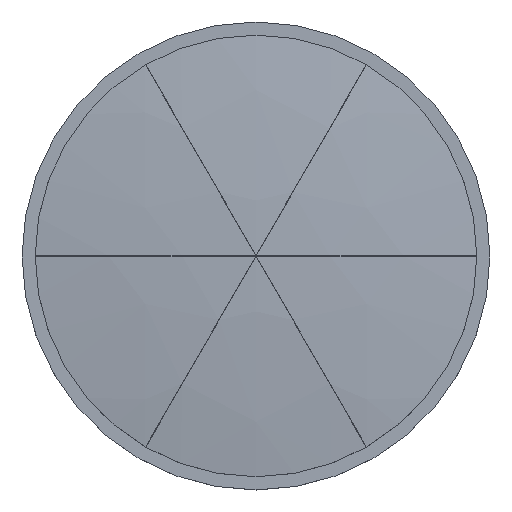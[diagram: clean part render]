
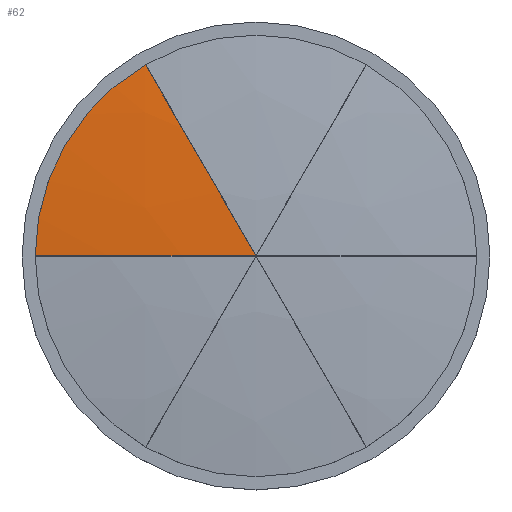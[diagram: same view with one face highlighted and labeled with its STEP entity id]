
A CAD part, top view. The second image highlights one B-rep face of the part: STEP entity #62.
In plain terms, the highlighted spherical face has radius 134.218 mm.
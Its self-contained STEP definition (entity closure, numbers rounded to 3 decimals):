
#62=ADVANCED_FACE('',(#104),#105,.T.);
#104=FACE_OUTER_BOUND('',#155,.T.);
#105=SPHERICAL_SURFACE('',#156,134.218);
#155=EDGE_LOOP('',(#310,#311,#312));
#156=AXIS2_PLACEMENT_3D('',#313,#314,#315);
#310=ORIENTED_EDGE('',*,*,#431,.T.);
#311=ORIENTED_EDGE('',*,*,#434,.T.);
#312=ORIENTED_EDGE('',*,*,#440,.F.);
#313=CARTESIAN_POINT('',(0.,0.0,-128.718));
#314=DIRECTION('',(1.0,0.0,0.));
#315=DIRECTION('',(0.,0.0,-1.0));
#431=EDGE_CURVE('',#536,#534,#537,.T.);
#434=EDGE_CURVE('',#534,#539,#541,.T.);
#440=EDGE_CURVE('',#536,#539,#549,.T.);
#534=VERTEX_POINT('',#672);
#536=VERTEX_POINT('',#675);
#537=CIRCLE('',#676,134.218);
#539=VERTEX_POINT('',#679);
#541=CIRCLE('',#682,134.218);
#549=CIRCLE('',#692,16.75);
#672=CARTESIAN_POINT('',(-0.017,0.01,5.5));
#675=CARTESIAN_POINT('',(-16.75,0.01,4.451));
#676=AXIS2_PLACEMENT_3D('',#793,#794,#795);
#679=CARTESIAN_POINT('',(-8.384,14.501,4.451));
#682=AXIS2_PLACEMENT_3D('',#798,#799,#800);
#692=AXIS2_PLACEMENT_3D('',#812,#813,#814);
#793=CARTESIAN_POINT('',(0.,0.01,-128.718));
#794=DIRECTION('',(0.,1.0,0.0));
#795=DIRECTION('',(0.0,-0.0,-1.0));
#798=CARTESIAN_POINT('',(-0.009,-0.005,-128.718));
#799=DIRECTION('',(-0.866,-0.5,-0.0));
#800=DIRECTION('',(0.0,0.0,-1.0));
#812=CARTESIAN_POINT('',(0.,0.0,4.451));
#813=DIRECTION('',(0.,0.0,-1.0));
#814=DIRECTION('',(0.0,1.0,0.0));
